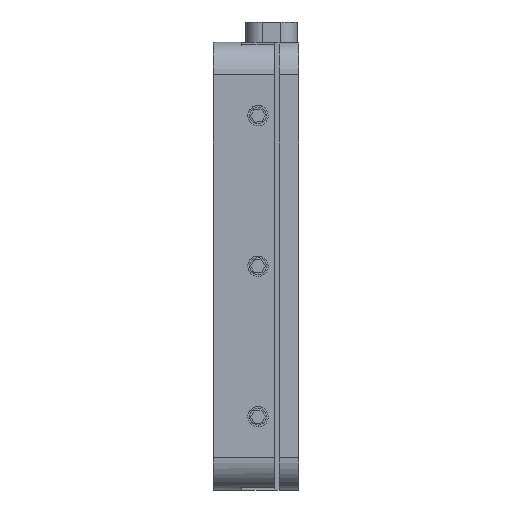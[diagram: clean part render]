
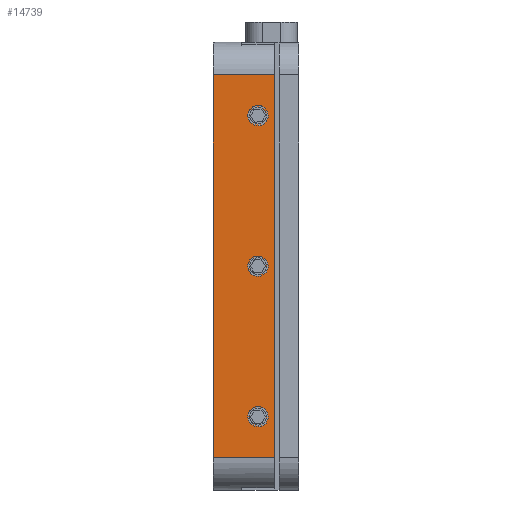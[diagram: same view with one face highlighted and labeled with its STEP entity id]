
A CAD part, left-side view. The second image highlights one B-rep face of the part: STEP entity #14739.
In plain terms, the highlighted planar face has unit normal (-1, 0, 0).
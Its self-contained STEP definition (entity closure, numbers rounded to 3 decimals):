
#60 = ORIENTED_EDGE ( 'NONE', *, *, #23625, .F. ) ;
#228 = VECTOR ( 'NONE', #13009, 1000. ) ;
#407 = EDGE_LOOP ( 'NONE', ( #7799, #10510, #10238, #16738 ) ) ;
#793 = AXIS2_PLACEMENT_3D ( 'NONE', #14443, #7253, #16515 ) ;
#1044 = VECTOR ( 'NONE', #7935, 1000. ) ;
#1429 = DIRECTION ( 'NONE',  ( 0., 0., 1. ) ) ;
#1471 = VERTEX_POINT ( 'NONE', #21791 ) ;
#1479 = CARTESIAN_POINT ( 'NONE',  ( -27.5, -2.5, 1.025 ) ) ;
#1550 = EDGE_CURVE ( 'NONE', #16491, #6701, #22041, .T. ) ;
#1863 = EDGE_CURVE ( 'NONE', #6511, #15535, #21694, .T. ) ;
#2098 = DIRECTION ( 'NONE',  ( 0., 0., 1. ) ) ;
#2103 = CARTESIAN_POINT ( 'NONE',  ( -27.5, -2.5, -18.5 ) ) ;
#2695 = DIRECTION ( 'NONE',  ( 0., 0., -1. ) ) ;
#2791 = ORIENTED_EDGE ( 'NONE', *, *, #11991, .F. ) ;
#2984 = VECTOR ( 'NONE', #2695, 1000. ) ;
#3006 = CARTESIAN_POINT ( 'NONE',  ( -27.5, -2.5, 19.525 ) ) ;
#3228 = VERTEX_POINT ( 'NONE', #16600 ) ;
#3409 = AXIS2_PLACEMENT_3D ( 'NONE', #22451, #12717, #2098 ) ;
#3428 = ORIENTED_EDGE ( 'NONE', *, *, #14990, .F. ) ;
#3708 = VECTOR ( 'NONE', #16323, 1000. ) ;
#4133 = CIRCLE ( 'NONE', #6846, 1.025 ) ;
#4894 = CARTESIAN_POINT ( 'NONE',  ( -27.5, -2.5, 0. ) ) ;
#5833 = CIRCLE ( 'NONE', #793, 1.025 ) ;
#5885 = PLANE ( 'NONE',  #9506 ) ;
#5888 = DIRECTION ( 'NONE',  ( 0., 0., 1. ) ) ;
#5986 = AXIS2_PLACEMENT_3D ( 'NONE', #4894, #17952, #9054 ) ;
#6049 = DIRECTION ( 'NONE',  ( -1., 0., 0. ) ) ;
#6511 = VERTEX_POINT ( 'NONE', #21136 ) ;
#6584 = VERTEX_POINT ( 'NONE', #21862 ) ;
#6701 = VERTEX_POINT ( 'NONE', #23558 ) ;
#6846 = AXIS2_PLACEMENT_3D ( 'NONE', #22495, #6049, #7765 ) ;
#7054 = CARTESIAN_POINT ( 'NONE',  ( -27.5, 3., -23.5 ) ) ;
#7078 = EDGE_LOOP ( 'NONE', ( #3428, #60 ) ) ;
#7253 = DIRECTION ( 'NONE',  ( -1., 0., 0. ) ) ;
#7490 = FACE_BOUND ( 'NONE', #10650, .T. ) ;
#7765 = DIRECTION ( 'NONE',  ( 0., 0., 1. ) ) ;
#7799 = ORIENTED_EDGE ( 'NONE', *, *, #24074, .F. ) ;
#7813 = CARTESIAN_POINT ( 'NONE',  ( -27.5, 3., 27.5 ) ) ;
#7847 = DIRECTION ( 'NONE',  ( 1., 0., 0. ) ) ;
#7935 = DIRECTION ( 'NONE',  ( 0., 0., 1. ) ) ;
#9054 = DIRECTION ( 'NONE',  ( 0., 0., 1. ) ) ;
#9506 = AXIS2_PLACEMENT_3D ( 'NONE', #14920, #7847, #22687 ) ;
#9541 = DIRECTION ( 'NONE',  ( -1., 0., 0. ) ) ;
#9755 = AXIS2_PLACEMENT_3D ( 'NONE', #2103, #9541, #5888 ) ;
#10238 = ORIENTED_EDGE ( 'NONE', *, *, #10953, .F. ) ;
#10510 = ORIENTED_EDGE ( 'NONE', *, *, #16466, .T. ) ;
#10650 = EDGE_LOOP ( 'NONE', ( #23199, #20990 ) ) ;
#10953 = EDGE_CURVE ( 'NONE', #16491, #6584, #22310, .T. ) ;
#11375 = FACE_BOUND ( 'NONE', #18819, .T. ) ;
#11957 = CARTESIAN_POINT ( 'NONE',  ( -27.5, -4.5, 27.5 ) ) ;
#11991 = EDGE_CURVE ( 'NONE', #15535, #6511, #19085, .T. ) ;
#12717 = DIRECTION ( 'NONE',  ( -1., 0., 0. ) ) ;
#12729 = CARTESIAN_POINT ( 'NONE',  ( -27.5, -2.5, -17.475 ) ) ;
#13009 = DIRECTION ( 'NONE',  ( 0., 1., 0. ) ) ;
#13233 = ORIENTED_EDGE ( 'NONE', *, *, #1863, .F. ) ;
#13386 = VERTEX_POINT ( 'NONE', #1479 ) ;
#14343 = CARTESIAN_POINT ( 'NONE',  ( -27.5, -2.5, 18.5 ) ) ;
#14443 = CARTESIAN_POINT ( 'NONE',  ( -27.5, -2.5, 18.5 ) ) ;
#14739 = ADVANCED_FACE ( 'NONE', ( #11375, #18694, #7490, #17108 ), #5885, .F. ) ;
#14853 = LINE ( 'NONE', #22267, #228 ) ;
#14920 = CARTESIAN_POINT ( 'NONE',  ( -27.5, 3., 27.5 ) ) ;
#14990 = EDGE_CURVE ( 'NONE', #13386, #3228, #16517, .T. ) ;
#15535 = VERTEX_POINT ( 'NONE', #12729 ) ;
#16103 = VERTEX_POINT ( 'NONE', #22552 ) ;
#16323 = DIRECTION ( 'NONE',  ( 0., -1., 0. ) ) ;
#16466 = EDGE_CURVE ( 'NONE', #16103, #6584, #14853, .T. ) ;
#16491 = VERTEX_POINT ( 'NONE', #22726 ) ;
#16515 = DIRECTION ( 'NONE',  ( 0., 0., 1. ) ) ;
#16517 = CIRCLE ( 'NONE', #5986, 1.025 ) ;
#16600 = CARTESIAN_POINT ( 'NONE',  ( -27.5, -2.5, -1.025 ) ) ;
#16738 = ORIENTED_EDGE ( 'NONE', *, *, #1550, .T. ) ;
#17108 = FACE_OUTER_BOUND ( 'NONE', #407, .T. ) ;
#17750 = VERTEX_POINT ( 'NONE', #3006 ) ;
#17952 = DIRECTION ( 'NONE',  ( -1., 0., 0. ) ) ;
#18684 = AXIS2_PLACEMENT_3D ( 'NONE', #14343, #20059, #1429 ) ;
#18694 = FACE_BOUND ( 'NONE', #7078, .T. ) ;
#18819 = EDGE_LOOP ( 'NONE', ( #2791, #13233 ) ) ;
#19085 = CIRCLE ( 'NONE', #9755, 1.025 ) ;
#20059 = DIRECTION ( 'NONE',  ( -1., 0., 0. ) ) ;
#20231 = CIRCLE ( 'NONE', #18684, 1.025 ) ;
#20554 = EDGE_CURVE ( 'NONE', #17750, #1471, #20231, .T. ) ;
#20880 = EDGE_CURVE ( 'NONE', #1471, #17750, #5833, .T. ) ;
#20990 = ORIENTED_EDGE ( 'NONE', *, *, #20880, .F. ) ;
#21136 = CARTESIAN_POINT ( 'NONE',  ( -27.5, -2.5, -19.525 ) ) ;
#21694 = CIRCLE ( 'NONE', #3409, 1.025 ) ;
#21791 = CARTESIAN_POINT ( 'NONE',  ( -27.5, -2.5, 17.475 ) ) ;
#21862 = CARTESIAN_POINT ( 'NONE',  ( -27.5, 3., 23.5 ) ) ;
#22041 = LINE ( 'NONE', #7054, #3708 ) ;
#22267 = CARTESIAN_POINT ( 'NONE',  ( -27.5, 3., 23.5 ) ) ;
#22310 = LINE ( 'NONE', #7813, #1044 ) ;
#22451 = CARTESIAN_POINT ( 'NONE',  ( -27.5, -2.5, -18.5 ) ) ;
#22495 = CARTESIAN_POINT ( 'NONE',  ( -27.5, -2.5, 0. ) ) ;
#22552 = CARTESIAN_POINT ( 'NONE',  ( -27.5, -4.5, 23.5 ) ) ;
#22687 = DIRECTION ( 'NONE',  ( 0., 0., -1. ) ) ;
#22726 = CARTESIAN_POINT ( 'NONE',  ( -27.5, 3., -23.5 ) ) ;
#23043 = LINE ( 'NONE', #11957, #2984 ) ;
#23199 = ORIENTED_EDGE ( 'NONE', *, *, #20554, .F. ) ;
#23558 = CARTESIAN_POINT ( 'NONE',  ( -27.5, -4.5, -23.5 ) ) ;
#23625 = EDGE_CURVE ( 'NONE', #3228, #13386, #4133, .T. ) ;
#24074 = EDGE_CURVE ( 'NONE', #16103, #6701, #23043, .T. ) ;
